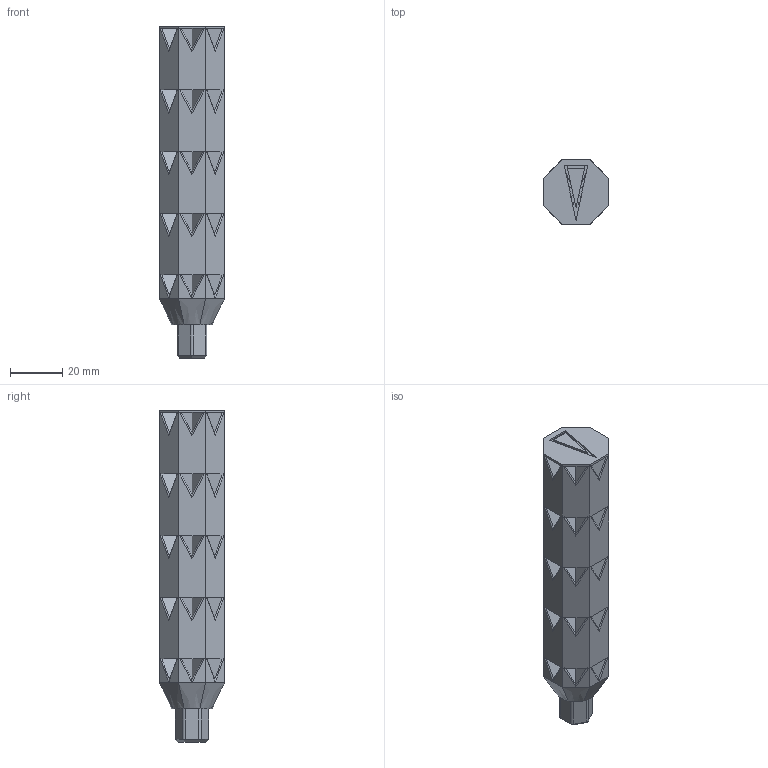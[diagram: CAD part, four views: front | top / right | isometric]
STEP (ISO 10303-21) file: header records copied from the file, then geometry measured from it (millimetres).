
FILE_DESCRIPTION(/* description */ (''),/* implementation_level */ '2;1');
FILE_NAME(/* name */ 'V3 v23.step',/* time_stamp */ '2023-12-09T15:24:23-08:00',/* author */ (''),/* organization */ (''),/* preprocessor_version */ 'ST-DEVELOPER v20',/* originating_system */ 'Autodesk Translation Framework v12.14.0.127',/* authorisation */ '');
FILE_SCHEMA (('AUTOMOTIVE_DESIGN { 1 0 10303 214 3 1 1 }'));
Length unit declared in the file: millimetre
Products named in the file (1): V3
Bounding box: 25 x 25 x 127 mm (x, y, z)
Volume: 53851.6 mm3; surface area: 15034.1 mm2
Topology: 1 solids, 1 shells, 245 faces, 552 edges, 352 vertices
Faces by surface type: plane 151, cylinder 86, bspline 8
Entity records: 6886 total; most frequent: CARTESIAN_POINT 1270, DIRECTION 1174, ORIENTED_EDGE 1104, EDGE_CURVE 552, LINE 406, VECTOR 406, AXIS2_PLACEMENT_3D 384, VERTEX_POINT 352
